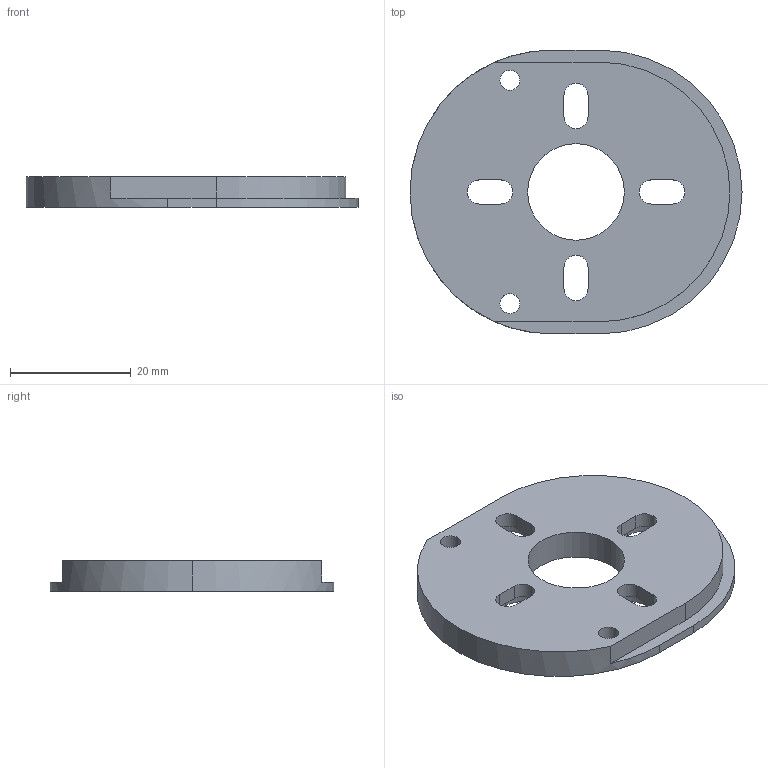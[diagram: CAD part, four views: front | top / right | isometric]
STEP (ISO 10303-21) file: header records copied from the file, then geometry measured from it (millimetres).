
FILE_DESCRIPTION (( 'STEP AP214' ), '1' );
FILE_NAME ('MOTOR-PLATE-V4.STEP', '2014-03-05T11:48:16', ( 'micro-pot' ), ( '' ), 'SwSTEP 2.0', 'SolidWorks 2014', '' );
FILE_SCHEMA (( 'AUTOMOTIVE_DESIGN' ));
Length unit declared in the file: millimetre
Products named in the file (1): MOTOR-PLATE-V4
Bounding box: 55 x 47 x 5 mm (x, y, z)
Volume: 7719.4 mm3; surface area: 5239.3 mm2
Topology: 1 solids, 1 shells, 57 faces, 153 edges, 102 vertices
Faces by surface type: cylinder 30, plane 27
Entity records: 1915 total; most frequent: DIRECTION 331, CARTESIAN_POINT 313, ORIENTED_EDGE 306, EDGE_CURVE 153, AXIS2_PLACEMENT_3D 120, VERTEX_POINT 102, LINE 91, VECTOR 91
